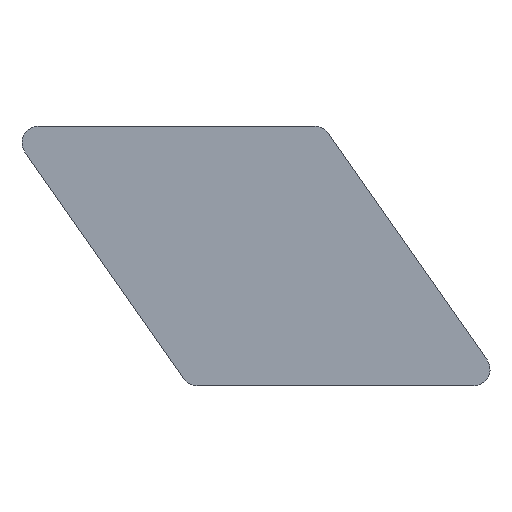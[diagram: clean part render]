
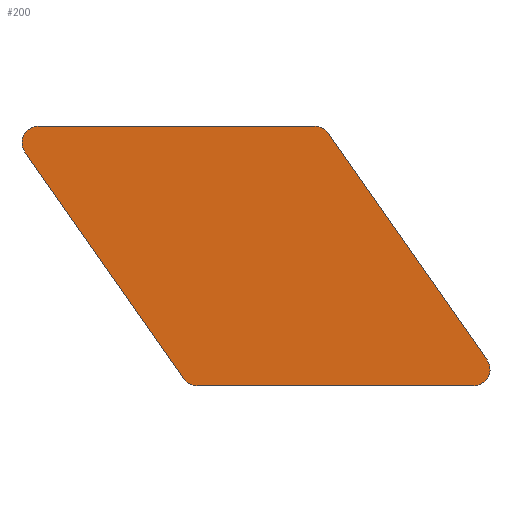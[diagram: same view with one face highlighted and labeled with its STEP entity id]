
A CAD part, top view. The second image highlights one B-rep face of the part: STEP entity #200.
In plain terms, the highlighted planar face has unit normal (0, 0, 1).
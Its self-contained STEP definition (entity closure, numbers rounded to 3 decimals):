
#41=CARTESIAN_POINT('',(-5.331,2.775,0.));
#42=DIRECTION('',(0.,0.,1.));
#43=DIRECTION('',(0.,1.,0.));
#44=AXIS2_PLACEMENT_3D('',#41,#42,#43);
#46=DIRECTION('',(-1.,0.,0.));
#47=VECTOR('',#46,6.775);
#48=CARTESIAN_POINT('',(1.445,3.175,0.));
#49=LINE('',#48,#47);
#50=CARTESIAN_POINT('',(1.445,2.775,0.));
#51=DIRECTION('',(0.,0.,1.));
#52=DIRECTION('',(0.819,0.574,0.));
#53=AXIS2_PLACEMENT_3D('',#50,#51,#52);
#55=DIRECTION('',(-0.574,0.819,0.));
#56=VECTOR('',#55,6.775);
#57=CARTESIAN_POINT('',(5.658,-2.546,0.));
#58=LINE('',#57,#56);
#59=CARTESIAN_POINT('',(5.331,-2.775,0.));
#60=DIRECTION('',(0.,0.,1.));
#61=DIRECTION('',(0.,-1.,0.));
#62=AXIS2_PLACEMENT_3D('',#59,#60,#61);
#64=DIRECTION('',(1.,0.,0.));
#65=VECTOR('',#64,6.775);
#66=CARTESIAN_POINT('',(-1.445,-3.175,0.));
#67=LINE('',#66,#65);
#68=CARTESIAN_POINT('',(-1.445,-2.775,0.));
#69=DIRECTION('',(0.,0.,1.));
#70=DIRECTION('',(-0.819,-0.574,0.));
#71=AXIS2_PLACEMENT_3D('',#68,#69,#70);
#73=DIRECTION('',(0.574,-0.819,0.));
#74=VECTOR('',#73,6.775);
#75=CARTESIAN_POINT('',(-5.658,2.546,0.));
#76=LINE('',#75,#74);
#145=CARTESIAN_POINT('',(-5.331,3.175,0.));
#146=CARTESIAN_POINT('',(-5.658,2.546,0.));
#147=VERTEX_POINT('',#145);
#148=VERTEX_POINT('',#146);
#149=CARTESIAN_POINT('',(-1.772,-3.004,0.));
#150=VERTEX_POINT('',#149);
#151=CARTESIAN_POINT('',(-1.445,-3.175,0.));
#152=VERTEX_POINT('',#151);
#153=CARTESIAN_POINT('',(5.331,-3.175,0.));
#154=VERTEX_POINT('',#153);
#155=CARTESIAN_POINT('',(5.658,-2.546,0.));
#156=VERTEX_POINT('',#155);
#157=CARTESIAN_POINT('',(1.772,3.004,0.));
#158=VERTEX_POINT('',#157);
#159=CARTESIAN_POINT('',(1.445,3.175,0.));
#160=VERTEX_POINT('',#159);
#177=CARTESIAN_POINT('',(0.,0.,0.));
#178=DIRECTION('',(0.,0.,1.));
#179=DIRECTION('',(1.,0.,0.));
#180=AXIS2_PLACEMENT_3D('',#177,#178,#179);
#181=PLANE('',#180);
#183=ORIENTED_EDGE('',*,*,#182,.F.);
#185=ORIENTED_EDGE('',*,*,#184,.F.);
#187=ORIENTED_EDGE('',*,*,#186,.F.);
#189=ORIENTED_EDGE('',*,*,#188,.F.);
#191=ORIENTED_EDGE('',*,*,#190,.F.);
#193=ORIENTED_EDGE('',*,*,#192,.F.);
#195=ORIENTED_EDGE('',*,*,#194,.F.);
#197=ORIENTED_EDGE('',*,*,#196,.F.);
#198=EDGE_LOOP('',(#183,#185,#187,#189,#191,#193,#195,#197));
#199=FACE_OUTER_BOUND('',#198,.F.);
#45=CIRCLE('',#44,0.4);
#54=CIRCLE('',#53,0.4);
#63=CIRCLE('',#62,0.4);
#72=CIRCLE('',#71,0.4);
#182=EDGE_CURVE('',#147,#148,#45,.T.);
#184=EDGE_CURVE('',#160,#147,#49,.T.);
#186=EDGE_CURVE('',#158,#160,#54,.T.);
#188=EDGE_CURVE('',#156,#158,#58,.T.);
#190=EDGE_CURVE('',#154,#156,#63,.T.);
#192=EDGE_CURVE('',#152,#154,#67,.T.);
#194=EDGE_CURVE('',#150,#152,#72,.T.);
#196=EDGE_CURVE('',#148,#150,#76,.T.);
#200=ADVANCED_FACE('',(#199),#181,.T.);
